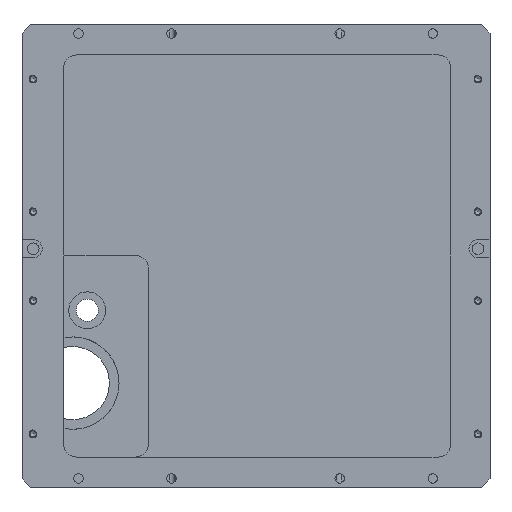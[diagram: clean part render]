
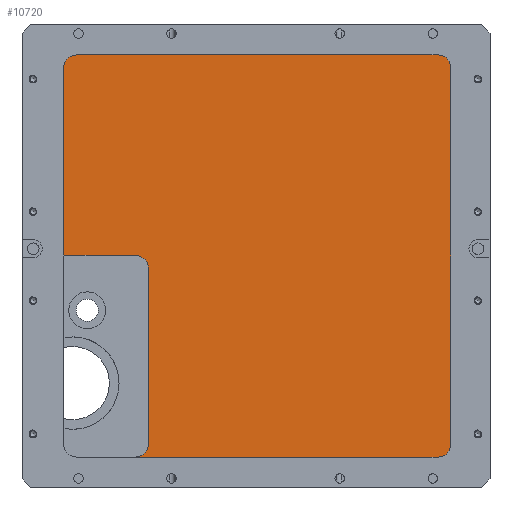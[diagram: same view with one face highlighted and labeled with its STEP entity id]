
A CAD part, front view. The second image highlights one B-rep face of the part: STEP entity #10720.
In plain terms, the highlighted planar face has unit normal (0, -1, 0).
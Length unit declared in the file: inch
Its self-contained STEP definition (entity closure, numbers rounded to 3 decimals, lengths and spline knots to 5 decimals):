
#176=PLANE('',#11551);
#528=CIRCLE('',#11472,0.22);
#529=CIRCLE('',#11477,0.22);
#530=CIRCLE('',#11480,0.22);
#563=CIRCLE('',#11542,0.22);
#565=CIRCLE('',#11546,0.22);
#567=CIRCLE('',#11550,0.22);
#1072=FACE_OUTER_BOUND('',#1693,.T.);
#1693=EDGE_LOOP('',(#8940,#8941,#8942,#8943,#8944,#8945,#8946,#8947,#8948,
#8949,#8950,#8951));
#2716=LINE('',#27864,#3573);
#2719=LINE('',#27872,#3576);
#2728=LINE('',#27892,#3585);
#2730=LINE('',#27899,#3587);
#2877=LINE('',#28251,#3734);
#2881=LINE('',#28263,#3738);
#3573=VECTOR('',#13366,0.3937);
#3576=VECTOR('',#13375,0.3937);
#3585=VECTOR('',#13398,0.3937);
#3587=VECTOR('',#13406,0.3937);
#3734=VECTOR('',#13663,0.3937);
#3738=VECTOR('',#13675,0.3937);
#4723=VERTEX_POINT('',#27852);
#4724=VERTEX_POINT('',#27853);
#4725=VERTEX_POINT('',#27863);
#4726=VERTEX_POINT('',#27867);
#4727=VERTEX_POINT('',#27871);
#4728=VERTEX_POINT('',#27875);
#4731=VERTEX_POINT('',#27890);
#4733=VERTEX_POINT('',#27898);
#4881=VERTEX_POINT('',#28243);
#4883=VERTEX_POINT('',#28249);
#4885=VERTEX_POINT('',#28255);
#4887=VERTEX_POINT('',#28261);
#6125=EDGE_CURVE('',#4723,#4724,#528,.T.);
#6131=EDGE_CURVE('',#4725,#4723,#2716,.T.);
#6133=EDGE_CURVE('',#4726,#4725,#529,.T.);
#6135=EDGE_CURVE('',#4727,#4726,#2719,.T.);
#6137=EDGE_CURVE('',#4728,#4727,#530,.T.);
#6145=EDGE_CURVE('',#4731,#4724,#2728,.T.);
#6148=EDGE_CURVE('',#4728,#4733,#2730,.T.);
#6324=EDGE_CURVE('',#4881,#4731,#563,.T.);
#6327=EDGE_CURVE('',#4883,#4881,#2877,.T.);
#6330=EDGE_CURVE('',#4885,#4883,#565,.T.);
#6333=EDGE_CURVE('',#4887,#4885,#2881,.T.);
#6335=EDGE_CURVE('',#4733,#4887,#567,.T.);
#8940=ORIENTED_EDGE('',*,*,#6125,.T.);
#8941=ORIENTED_EDGE('',*,*,#6145,.F.);
#8942=ORIENTED_EDGE('',*,*,#6324,.F.);
#8943=ORIENTED_EDGE('',*,*,#6327,.F.);
#8944=ORIENTED_EDGE('',*,*,#6330,.F.);
#8945=ORIENTED_EDGE('',*,*,#6333,.F.);
#8946=ORIENTED_EDGE('',*,*,#6335,.F.);
#8947=ORIENTED_EDGE('',*,*,#6148,.F.);
#8948=ORIENTED_EDGE('',*,*,#6137,.T.);
#8949=ORIENTED_EDGE('',*,*,#6135,.T.);
#8950=ORIENTED_EDGE('',*,*,#6133,.T.);
#8951=ORIENTED_EDGE('',*,*,#6131,.T.);
#10720=ADVANCED_FACE('',(#1072),#176,.F.);
#11472=AXIS2_PLACEMENT_3D('',#27854,#13353,#13354);
#11477=AXIS2_PLACEMENT_3D('',#27868,#13370,#13371);
#11480=AXIS2_PLACEMENT_3D('',#27876,#13379,#13380);
#11542=AXIS2_PLACEMENT_3D('',#28245,#13657,#13658);
#11546=AXIS2_PLACEMENT_3D('',#28257,#13669,#13670);
#11550=AXIS2_PLACEMENT_3D('',#28266,#13680,#13681);
#11551=AXIS2_PLACEMENT_3D('',#28267,#13682,#13683);
#13353=DIRECTION('center_axis',(0.,1.,0.));
#13354=DIRECTION('ref_axis',(0.,0.,-1.));
#13366=DIRECTION('',(0.,0.,-1.));
#13370=DIRECTION('center_axis',(0.,1.,0.));
#13371=DIRECTION('ref_axis',(1.,0.,0.));
#13375=DIRECTION('',(1.,0.,0.));
#13379=DIRECTION('center_axis',(0.,1.,0.));
#13380=DIRECTION('ref_axis',(0.,0.,1.));
#13398=DIRECTION('',(-1.,0.,0.));
#13406=DIRECTION('',(0.,0.,1.));
#13657=DIRECTION('center_axis',(0.,1.,0.));
#13658=DIRECTION('ref_axis',(1.,0.,0.));
#13663=DIRECTION('',(0.,0.,-1.));
#13669=DIRECTION('center_axis',(0.,1.,0.));
#13670=DIRECTION('ref_axis',(0.,0.,1.));
#13675=DIRECTION('',(1.,0.,0.));
#13680=DIRECTION('center_axis',(0.,1.,0.));
#13681=DIRECTION('ref_axis',(-1.,0.,0.));
#13682=DIRECTION('center_axis',(0.,1.,0.));
#13683=DIRECTION('ref_axis',(1.,0.,0.));
#27852=CARTESIAN_POINT('',(-15.49052,0.375,-3.69932));
#27853=CARTESIAN_POINT('',(-15.71052,0.375,-3.91932));
#27854=CARTESIAN_POINT('Origin',(-15.71052,0.375,-3.69932));
#27863=CARTESIAN_POINT('',(-15.49052,0.375,-0.64932));
#27864=CARTESIAN_POINT('',(-15.49052,0.375,-0.54432));
#27867=CARTESIAN_POINT('',(-15.71052,0.375,-0.42932));
#27868=CARTESIAN_POINT('Origin',(-15.71052,0.375,-0.64932));
#27871=CARTESIAN_POINT('',(-16.93687,0.375,-0.42932));
#27872=CARTESIAN_POINT('',(-15.27084,0.375,-0.42932));
#27875=CARTESIAN_POINT('',(-16.95411,0.375,-0.43));
#27876=CARTESIAN_POINT('Origin',(-16.93687,0.375,-0.64932));
#27890=CARTESIAN_POINT('',(-10.47552,0.375,-3.91932));
#27892=CARTESIAN_POINT('',(-10.25552,0.375,-3.91932));
#27898=CARTESIAN_POINT('',(-16.95411,0.375,2.82068));
#27899=CARTESIAN_POINT('',(-16.95411,0.375,-3.91932));
#28243=CARTESIAN_POINT('',(-10.25552,0.375,-3.69932));
#28245=CARTESIAN_POINT('Origin',(-10.47552,0.375,-3.69932));
#28249=CARTESIAN_POINT('',(-10.25552,0.375,2.82068));
#28251=CARTESIAN_POINT('',(-10.25552,0.375,2.82068));
#28255=CARTESIAN_POINT('',(-10.47552,0.375,3.04068));
#28257=CARTESIAN_POINT('Origin',(-10.47552,0.375,2.82068));
#28261=CARTESIAN_POINT('',(-16.73411,0.375,3.04068));
#28263=CARTESIAN_POINT('',(-16.73411,0.375,3.04068));
#28266=CARTESIAN_POINT('Origin',(-16.73411,0.375,2.82068));
#28267=CARTESIAN_POINT('Origin',(-13.60481,0.375,-0.43932));
